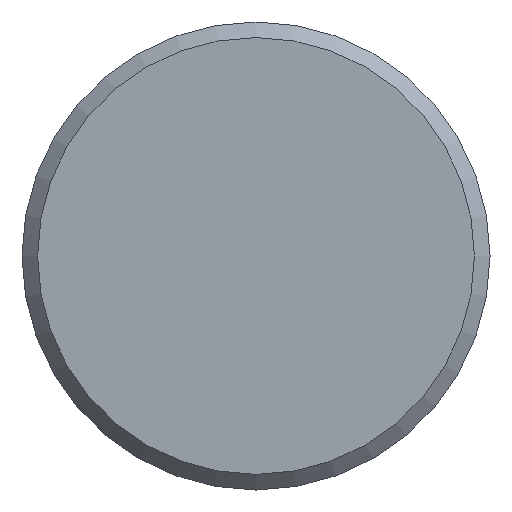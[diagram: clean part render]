
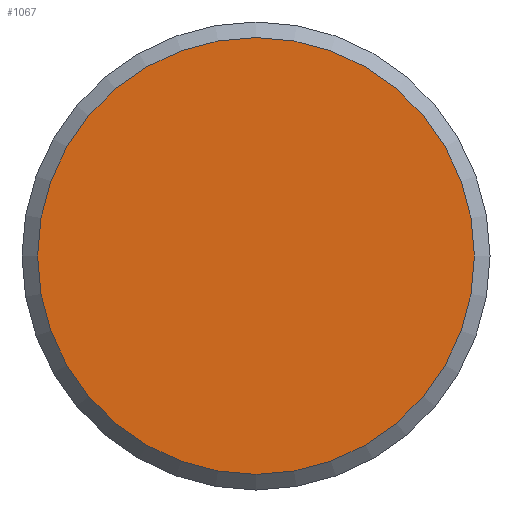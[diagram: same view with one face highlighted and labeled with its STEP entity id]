
A CAD part, front view. The second image highlights one B-rep face of the part: STEP entity #1067.
In plain terms, the highlighted planar face has unit normal (0, -1, 0).
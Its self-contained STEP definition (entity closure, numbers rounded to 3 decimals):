
#49=CIRCLE('',#1162,14.);
#100=PLANE('',#1163);
#142=FACE_OUTER_BOUND('',#206,.T.);
#206=EDGE_LOOP('',(#721));
#450=VERTEX_POINT('',#1696);
#553=EDGE_CURVE('',#450,#450,#49,.T.);
#721=ORIENTED_EDGE('',*,*,#553,.T.);
#1067=ADVANCED_FACE('',(#142),#100,.T.);
#1162=AXIS2_PLACEMENT_3D('',#1697,#1313,#1314);
#1163=AXIS2_PLACEMENT_3D('',#1699,#1316,#1317);
#1313=DIRECTION('center_axis',(0.,-1.,0.));
#1314=DIRECTION('ref_axis',(1.,0.,0.));
#1316=DIRECTION('center_axis',(0.,-1.,0.));
#1317=DIRECTION('ref_axis',(0.,0.,-1.));
#1696=CARTESIAN_POINT('',(-14.,0.,0.));
#1697=CARTESIAN_POINT('Origin',(0.,0.,
0.));
#1699=CARTESIAN_POINT('Origin',(7.,0.,0.));
